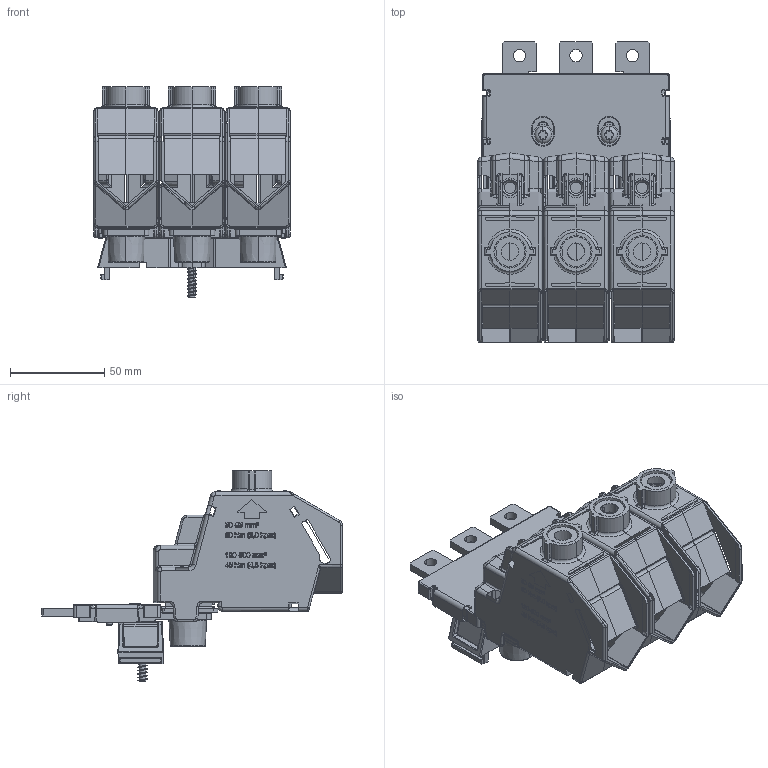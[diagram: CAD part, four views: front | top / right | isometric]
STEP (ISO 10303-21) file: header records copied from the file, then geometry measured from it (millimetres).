
FILE_DESCRIPTION (( 'STEP AP203' ), '1' );
FILE_NAME ('CKXT_2_Dummy.STEP', '2017-08-17T09:33:23', ( '' ), ( '' ), 'SwSTEP 2.0', 'SolidWorks 2013', '' );
FILE_SCHEMA (( 'CONFIG_CONTROL_DESIGN' ));
Products named in the file (1): CKXT_2_Dummy
Bounding box: 104 x 159.5 x 111.43 mm (x, y, z)
Surface area: 141352.6 mm2 (no closed solid volume)
Topology: 0 solids, 182 shells, 1360 faces, 9897 edges, 8623 vertices
Faces by surface type: cylinder 569, plane 431, bspline 227, torus 91, cone 40, sphere 2
Entity records: 123082 total; most frequent: CARTESIAN_POINT 56679, ORIENTED_EDGE 11950, DIRECTION 11602, EDGE_CURVE 9859, VERTEX_POINT 8623, VECTOR 5920, LINE 5920, AXIS2_PLACEMENT_3D 2841
